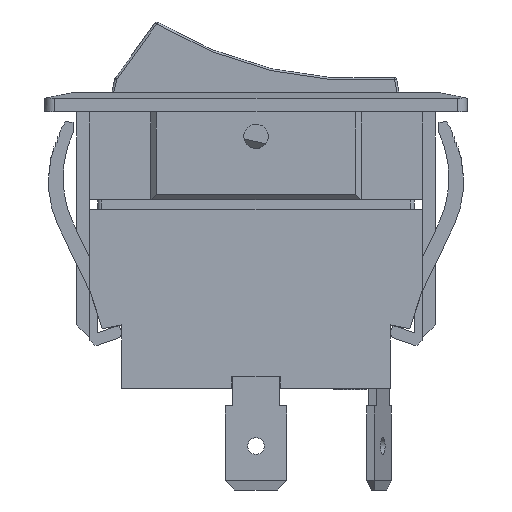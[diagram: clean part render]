
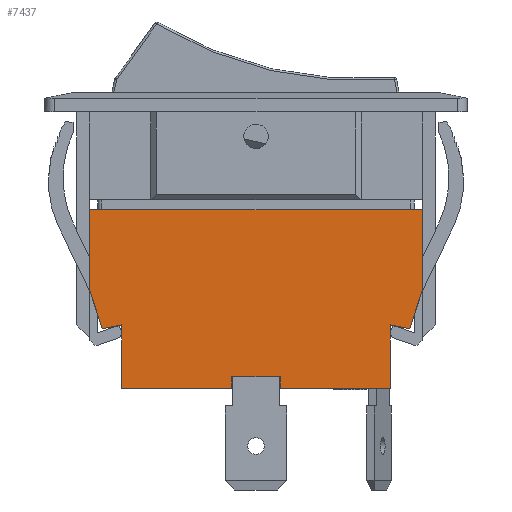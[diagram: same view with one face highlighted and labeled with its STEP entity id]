
A CAD part, front view. The second image highlights one B-rep face of the part: STEP entity #7437.
In plain terms, the highlighted planar face has unit normal (0, -1, 0).
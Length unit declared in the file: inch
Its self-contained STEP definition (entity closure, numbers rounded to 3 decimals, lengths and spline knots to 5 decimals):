
#7255=CARTESIAN_POINT('',(-0.66929,-0.38386,0.3937));
#7256=VERTEX_POINT('',#7255);
#7263=CARTESIAN_POINT('',(-0.66929,-0.38386,0.72047));
#7264=VERTEX_POINT('',#7263);
#7265=CARTESIAN_POINT('',(-0.66929,-0.38386,0.3937));
#7266=DIRECTION('',(0.0,0.0,1.0));
#7267=VECTOR('',#7266,0.32677);
#7268=LINE('',#7265,#7267);
#7269=EDGE_CURVE('',#7256,#7264,#7268,.T.);
#7307=CARTESIAN_POINT('',(0.66929,-0.38386,0.72047));
#7308=VERTEX_POINT('',#7307);
#7309=CARTESIAN_POINT('',(0.66929,-0.38386,0.72047));
#7310=DIRECTION('',(-1.0,0.0,0.0));
#7311=VECTOR('',#7310,1.33858);
#7312=LINE('',#7309,#7311);
#7313=EDGE_CURVE('',#7308,#7264,#7312,.T.);
#7334=CARTESIAN_POINT('',(0.73622,-0.38386,-0.03602));
#7335=DIRECTION('',(0.0,-1.0,0.0));
#7336=DIRECTION('',(0.0,0.0,-1.0));
#7337=AXIS2_PLACEMENT_3D('',#7334,#7335,#7336);
#7338=PLANE('',#7337);
#7339=ORIENTED_EDGE('',*,*,#7313,.T.);
#7340=ORIENTED_EDGE('',*,*,#7269,.F.);
#7341=CARTESIAN_POINT('',(-0.62008,-0.38386,0.24016));
#7342=VERTEX_POINT('',#7341);
#7343=CARTESIAN_POINT('',(-0.66929,-0.38386,0.3937));
#7344=DIRECTION('',(0.305,0.0,-0.952));
#7345=VECTOR('',#7344,0.16124);
#7346=LINE('',#7343,#7345);
#7347=EDGE_CURVE('',#7256,#7342,#7346,.T.);
#7348=ORIENTED_EDGE('',*,*,#7347,.T.);
#7349=CARTESIAN_POINT('',(-0.54134,-0.38386,0.25591));
#7350=VERTEX_POINT('',#7349);
#7351=CARTESIAN_POINT('',(-0.62008,-0.38386,0.24016));
#7352=DIRECTION('',(0.981,0.0,0.196));
#7353=VECTOR('',#7352,0.0803);
#7354=LINE('',#7351,#7353);
#7355=EDGE_CURVE('',#7342,#7350,#7354,.T.);
#7356=ORIENTED_EDGE('',*,*,#7355,.T.);
#7357=CARTESIAN_POINT('',(-0.54134,-0.38386,0.));
#7358=VERTEX_POINT('',#7357);
#7359=CARTESIAN_POINT('',(-0.54134,-0.38386,0.25591));
#7360=DIRECTION('',(0.0,0.0,-1.0));
#7361=VECTOR('',#7360,0.25591);
#7362=LINE('',#7359,#7361);
#7363=EDGE_CURVE('',#7350,#7358,#7362,.T.);
#7364=ORIENTED_EDGE('',*,*,#7363,.T.);
#7365=CARTESIAN_POINT('',(-0.09843,-0.38386,0.));
#7366=VERTEX_POINT('',#7365);
#7367=CARTESIAN_POINT('',(-0.09843,-0.38386,0.));
#7368=DIRECTION('',(-1.0,0.0,0.0));
#7369=VECTOR('',#7368,0.44291);
#7370=LINE('',#7367,#7369);
#7371=EDGE_CURVE('',#7366,#7358,#7370,.T.);
#7372=ORIENTED_EDGE('',*,*,#7371,.F.);
#7373=CARTESIAN_POINT('',(-0.09843,-0.38386,0.04724));
#7374=VERTEX_POINT('',#7373);
#7375=CARTESIAN_POINT('',(-0.09843,-0.38386,0.));
#7376=DIRECTION('',(0.0,0.0,1.0));
#7377=VECTOR('',#7376,0.04724);
#7378=LINE('',#7375,#7377);
#7379=EDGE_CURVE('',#7366,#7374,#7378,.T.);
#7380=ORIENTED_EDGE('',*,*,#7379,.T.);
#7381=CARTESIAN_POINT('',(0.09843,-0.38386,0.04724));
#7382=VERTEX_POINT('',#7381);
#7383=CARTESIAN_POINT('',(-0.09843,-0.38386,0.04724));
#7384=DIRECTION('',(1.0,0.0,0.0));
#7385=VECTOR('',#7384,0.19685);
#7386=LINE('',#7383,#7385);
#7387=EDGE_CURVE('',#7374,#7382,#7386,.T.);
#7388=ORIENTED_EDGE('',*,*,#7387,.T.);
#7389=CARTESIAN_POINT('',(0.09843,-0.38386,0.));
#7390=VERTEX_POINT('',#7389);
#7391=CARTESIAN_POINT('',(0.09843,-0.38386,0.04724));
#7392=DIRECTION('',(0.0,0.0,-1.0));
#7393=VECTOR('',#7392,0.04724);
#7394=LINE('',#7391,#7393);
#7395=EDGE_CURVE('',#7382,#7390,#7394,.T.);
#7396=ORIENTED_EDGE('',*,*,#7395,.T.);
#7397=CARTESIAN_POINT('',(0.54134,-0.38386,0.));
#7398=VERTEX_POINT('',#7397);
#7399=CARTESIAN_POINT('',(0.54134,-0.38386,0.));
#7400=DIRECTION('',(-1.0,0.0,0.0));
#7401=VECTOR('',#7400,0.44291);
#7402=LINE('',#7399,#7401);
#7403=EDGE_CURVE('',#7398,#7390,#7402,.T.);
#7404=ORIENTED_EDGE('',*,*,#7403,.F.);
#7405=CARTESIAN_POINT('',(0.54134,-0.38386,0.25591));
#7406=VERTEX_POINT('',#7405);
#7407=CARTESIAN_POINT('',(0.54134,-0.38386,0.));
#7408=DIRECTION('',(0.0,0.0,1.0));
#7409=VECTOR('',#7408,0.25591);
#7410=LINE('',#7407,#7409);
#7411=EDGE_CURVE('',#7398,#7406,#7410,.T.);
#7412=ORIENTED_EDGE('',*,*,#7411,.T.);
#7413=CARTESIAN_POINT('',(0.62008,-0.38386,0.24016));
#7414=VERTEX_POINT('',#7413);
#7415=CARTESIAN_POINT('',(0.54134,-0.38386,0.25591));
#7416=DIRECTION('',(0.981,0.0,-0.196));
#7417=VECTOR('',#7416,0.0803);
#7418=LINE('',#7415,#7417);
#7419=EDGE_CURVE('',#7406,#7414,#7418,.T.);
#7420=ORIENTED_EDGE('',*,*,#7419,.T.);
#7421=CARTESIAN_POINT('',(0.66929,-0.38386,0.3937));
#7422=VERTEX_POINT('',#7421);
#7423=CARTESIAN_POINT('',(0.62008,-0.38386,0.24016));
#7424=DIRECTION('',(0.305,0.0,0.952));
#7425=VECTOR('',#7424,0.16124);
#7426=LINE('',#7423,#7425);
#7427=EDGE_CURVE('',#7414,#7422,#7426,.T.);
#7428=ORIENTED_EDGE('',*,*,#7427,.T.);
#7429=CARTESIAN_POINT('',(0.66929,-0.38386,0.3937));
#7430=DIRECTION('',(0.0,0.0,1.0));
#7431=VECTOR('',#7430,0.32677);
#7432=LINE('',#7429,#7431);
#7433=EDGE_CURVE('',#7422,#7308,#7432,.T.);
#7434=ORIENTED_EDGE('',*,*,#7433,.T.);
#7435=EDGE_LOOP('',(#7339,#7340,#7348,#7356,#7364,#7372,#7380,#7388,#7396,#7404,#7412,#7420,#7428,#7434));
#7436=FACE_OUTER_BOUND('',#7435,.T.);
#7437=ADVANCED_FACE('',(#7436),#7338,.T.);
